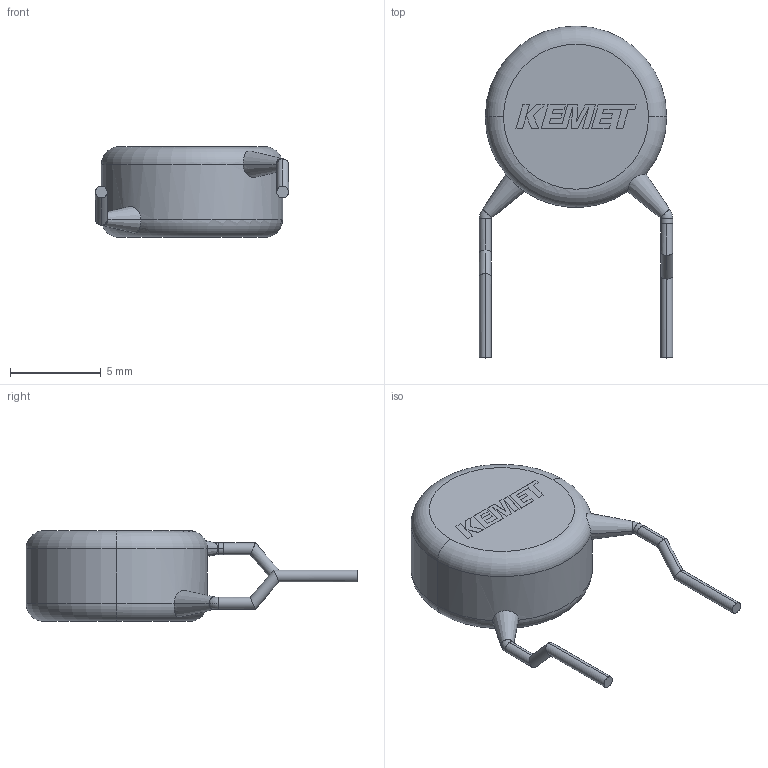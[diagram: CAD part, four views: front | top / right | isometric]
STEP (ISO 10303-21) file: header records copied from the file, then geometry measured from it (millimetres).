
FILE_DESCRIPTION (( 'STEP AP214' ), '1' );
FILE_NAME ('CCD_VCC900_D10T5S10LL4.5F0.65.STEP', '2017-10-30T21:35:45', ( '' ), ( '' ), 'SwSTEP 2.0', 'SolidWorks 2014', '' );
FILE_SCHEMA (( 'AUTOMOTIVE_DESIGN' ));
Length unit declared in the file: millimetre
Products named in the file (1): CCD_VCC900_D10T5S10LL4.5F0.65
Bounding box: 10.65 x 18.3 x 5 mm (x, y, z)
Volume: 389.8 mm3; surface area: 345.9 mm2
Topology: 5 solids, 5 shells, 93 faces, 225 edges, 144 vertices
Faces by surface type: plane 65, cylinder 16, torus 8, cone 4
Entity records: 3820 total; most frequent: CARTESIAN_POINT 547, ORIENTED_EDGE 450, DIRECTION 441, EDGE_CURVE 225, VECTOR 173, LINE 173, VERTEX_POINT 144, AXIS2_PLACEMENT_3D 134
